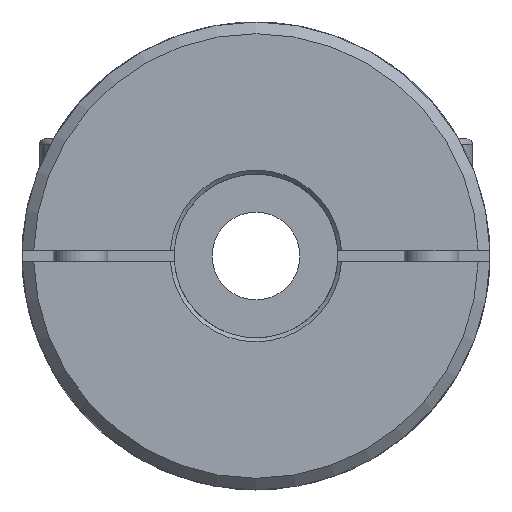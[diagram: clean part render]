
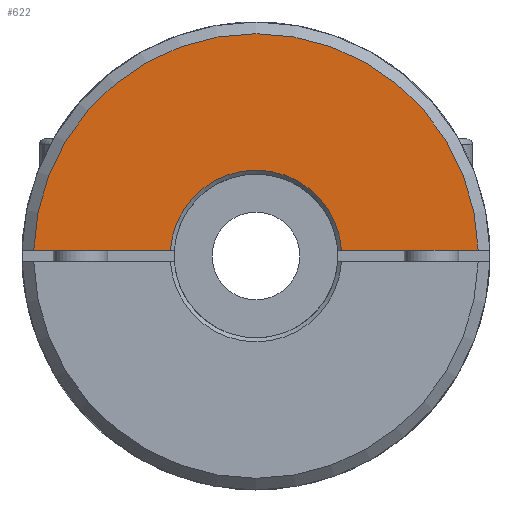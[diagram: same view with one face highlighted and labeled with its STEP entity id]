
A CAD part, left-side view. The second image highlights one B-rep face of the part: STEP entity #622.
In plain terms, the highlighted planar face has unit normal (-1, 0, 0).
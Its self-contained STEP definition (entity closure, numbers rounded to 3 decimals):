
#622 = ADVANCED_FACE( '', ( #1455 ), #1456, .T. );
#1455 = FACE_OUTER_BOUND( '', #2486, .T. );
#1456 = PLANE( '', #2487 );
#2486 = EDGE_LOOP( '', ( #4387, #4388, #4389, #4390 ) );
#2487 = AXIS2_PLACEMENT_3D( '', #4391, #4392, #4393 );
#4387 = ORIENTED_EDGE( '', *, *, #6430, .F. );
#4388 = ORIENTED_EDGE( '', *, *, #6169, .T. );
#4389 = ORIENTED_EDGE( '', *, *, #6354, .F. );
#4390 = ORIENTED_EDGE( '', *, *, #6468, .T. );
#4391 = CARTESIAN_POINT( '', ( 0., 0., 11.5 ) );
#4392 = DIRECTION( '', ( -1., 0., 0. ) );
#4393 = DIRECTION( '', ( 0., 0., 1. ) );
#6169 = EDGE_CURVE( '', #7524, #7528, #7530, .F. );
#6354 = EDGE_CURVE( '', #7808, #7528, #7809, .T. );
#6430 = EDGE_CURVE( '', #7524, #7923, #7924, .T. );
#6468 = EDGE_CURVE( '', #7808, #7923, #7969, .T. );
#7524 = VERTEX_POINT( '', #9679 );
#7528 = VERTEX_POINT( '', #9686 );
#7530 = CIRCLE( '', #9691, 22. );
#7808 = VERTEX_POINT( '', #10547 );
#7809 = LINE( '', #10548, #10549 );
#7923 = VERTEX_POINT( '', #11167 );
#7924 = LINE( '', #11168, #11169 );
#7969 = CIRCLE( '', #11240, 57. );
#9679 = CARTESIAN_POINT( '', ( 0., 21.949, 1.5 ) );
#9686 = CARTESIAN_POINT( '', ( 0., -21.949, 1.5 ) );
#9691 = AXIS2_PLACEMENT_3D( '', #12536, #12537, #12538 );
#10547 = CARTESIAN_POINT( '', ( 0., -56.98, 1.5 ) );
#10548 = CARTESIAN_POINT( '', ( 0., 0., 1.5 ) );
#10549 = VECTOR( '', #12737, 1000. );
#11167 = CARTESIAN_POINT( '', ( 0., 56.98, 1.5 ) );
#11168 = CARTESIAN_POINT( '', ( 0., 0., 1.5 ) );
#11169 = VECTOR( '', #12818, 1000. );
#11240 = AXIS2_PLACEMENT_3D( '', #12872, #12873, #12874 );
#12536 = CARTESIAN_POINT( '', ( 0., 0., 0. ) );
#12537 = DIRECTION( '', ( -1., 0., 0. ) );
#12538 = DIRECTION( '', ( 0., 0., 1. ) );
#12737 = DIRECTION( '', ( 0., 1., 0. ) );
#12818 = DIRECTION( '', ( 0., 1., 0. ) );
#12872 = CARTESIAN_POINT( '', ( 0., 0., 0. ) );
#12873 = DIRECTION( '', ( -1., 0., 0. ) );
#12874 = DIRECTION( '', ( 0., 0., 1. ) );
